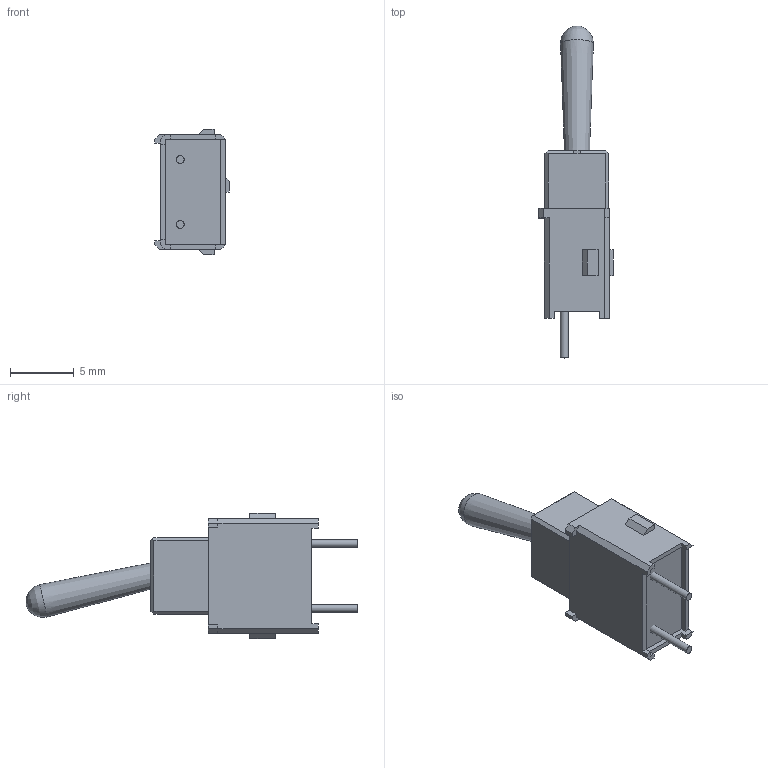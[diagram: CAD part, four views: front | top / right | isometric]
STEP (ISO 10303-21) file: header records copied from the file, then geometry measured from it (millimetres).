
FILE_DESCRIPTION(/* description */ ('A Series - Process Sealed Subminiature Toggle -body-'),/* implementation_level */ '2;1');
FILE_NAME(/* name */ 'A11AP.iam.step',/* time_stamp */ '2014-01-07T11:29:16-08:00',/* author */ ('Cadenas PARTsolutions'),/* organization */ ('NKKSWITCHES'),/* preprocessor_version */ 'ST-DEVELOPER v15.2',/* originating_system */ 'Autodesk Inventor 2014',/* authorisation */ '');
FILE_SCHEMA (('AUTOMOTIVE_DESIGN { 1 0 10303 214 3 1 1 }'));
Length unit declared in the file: inch
Products named in the file (4): A1-toggle-body; A11P-toggle-terminals; AA-toggle-toggle; A11AP
Bounding box: 5.84 x 25.96 x 9.8 mm (x, y, z)
Volume: 529 mm3; surface area: 573.4 mm2
Topology: 3 solids, 3 shells, 90 faces, 230 edges, 152 vertices
Faces by surface type: plane 85, cylinder 3, cone 1, bspline 1
Full cylindrical faces by diameter (mm): 0.61 x2, 3.556 x1
Entity records: 2749 total; most frequent: CARTESIAN_POINT 502, ORIENTED_EDGE 450, DIRECTION 425, EDGE_CURVE 225, LINE 215, VECTOR 215, VERTEX_POINT 152, AXIS2_PLACEMENT_3D 105
